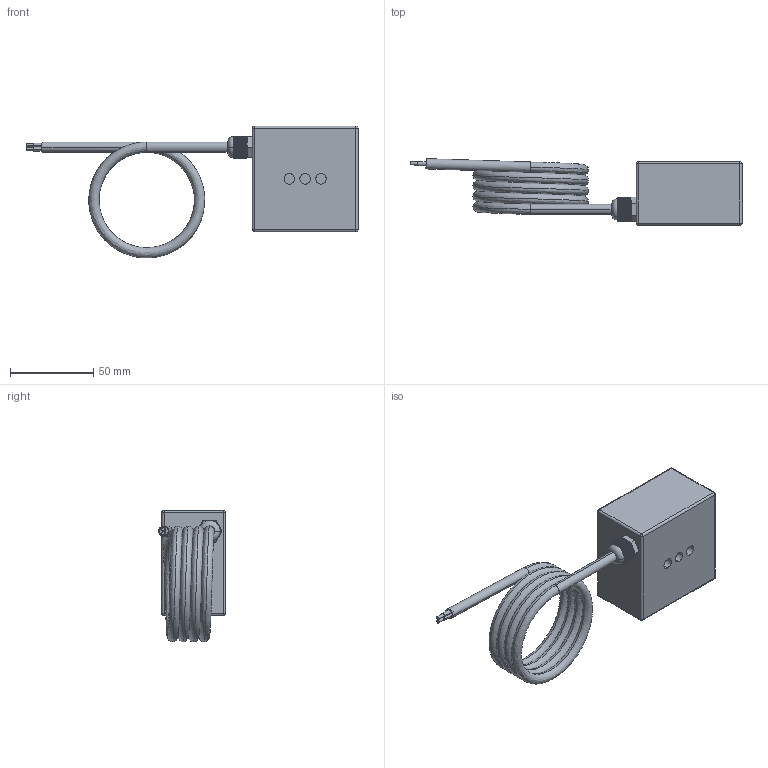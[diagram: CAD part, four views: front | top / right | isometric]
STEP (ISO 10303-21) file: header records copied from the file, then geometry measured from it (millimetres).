
FILE_DESCRIPTION (( 'STEP AP203' ), '1' );
FILE_NAME ('5698K313_NO THREADS_DC-Powered Electromagnet.STEP', '2023-11-21T19:57:31', ( 'Administrator' ), ( 'Managed by Terraform' ), 'SwSTEP 2.0', 'SolidWorks 2017', '' );
FILE_SCHEMA (( 'CONFIG_CONTROL_DESIGN' ));
Length unit declared in the file: inch
Products named in the file (1): 5698K313_NO THREADS_DC-Powered Electromagnet
Bounding box: 199.61 x 40.01 x 79.27 mm (x, y, z)
Volume: 178736 mm3; surface area: 42158.5 mm2
Topology: 9 solids, 9 shells, 551 faces, 1477 edges, 940 vertices
Faces by surface type: plane 427, cylinder 62, cone 42, torus 10, sphere 8, bspline 2
Entity records: 19003 total; most frequent: CARTESIAN_POINT 5686, ORIENTED_EDGE 2938, DIRECTION 2459, EDGE_CURVE 1469, VECTOR 995, LINE 995, VERTEX_POINT 940, AXIS2_PLACEMENT_3D 732
